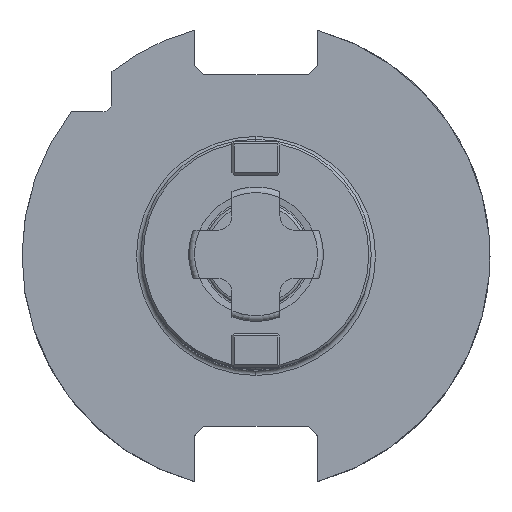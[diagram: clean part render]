
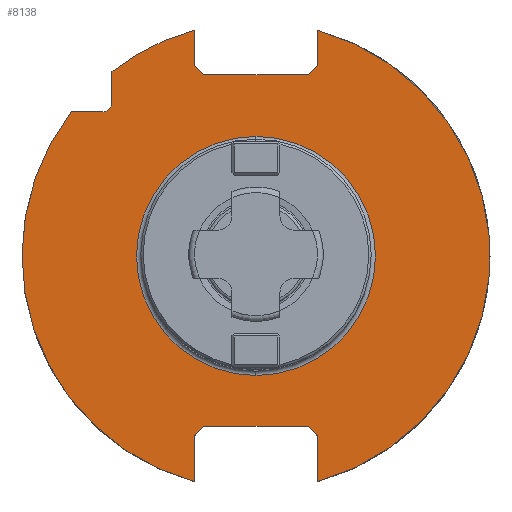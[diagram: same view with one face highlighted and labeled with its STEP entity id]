
A CAD part, top view. The second image highlights one B-rep face of the part: STEP entity #8138.
In plain terms, the highlighted planar face has unit normal (0, 0, 1).
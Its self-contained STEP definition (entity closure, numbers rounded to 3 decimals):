
#1528=CARTESIAN_POINT('',(0.,0.,19.1));
#1529=DIRECTION('',(0.,0.,1.));
#1530=DIRECTION('',(0.,-1.,0.));
#1531=AXIS2_PLACEMENT_3D('',#1528,#1529,#1530);
#1552=DIRECTION('',(0.,1.,0.));
#1553=VECTOR('',#1552,9.526);
#1554=CARTESIAN_POINT('',(12.85,-47.026,19.1));
#1555=LINE('',#1554,#1553);
#1559=DIRECTION('',(-0.707,0.707,0.));
#1560=VECTOR('',#1559,2.828);
#1561=CARTESIAN_POINT('',(12.85,-37.5,19.1));
#1562=LINE('',#1561,#1560);
#1566=DIRECTION('',(-1.,0.,0.));
#1567=VECTOR('',#1566,21.7);
#1568=CARTESIAN_POINT('',(10.85,-35.5,19.1));
#1569=LINE('',#1568,#1567);
#1573=DIRECTION('',(-0.707,-0.707,0.));
#1574=VECTOR('',#1573,2.828);
#1575=CARTESIAN_POINT('',(-10.85,-35.5,19.1));
#1576=LINE('',#1575,#1574);
#1580=DIRECTION('',(0.,-1.,0.));
#1581=VECTOR('',#1580,9.526);
#1582=CARTESIAN_POINT('',(-12.85,-37.5,19.1));
#1583=LINE('',#1582,#1581);
#1587=DIRECTION('',(1.,0.,0.));
#1588=VECTOR('',#1587,6.426);
#1589=CARTESIAN_POINT('',(-38.426,30.,19.1));
#1590=LINE('',#1589,#1588);
#1594=DIRECTION('',(0.,1.,0.));
#1595=VECTOR('',#1594,6.426);
#1596=CARTESIAN_POINT('',(-30.,32.,19.1));
#1597=LINE('',#1596,#1595);
#1601=DIRECTION('',(0.,-1.,0.));
#1602=VECTOR('',#1601,7.326);
#1603=CARTESIAN_POINT('',(-12.85,47.026,19.1));
#1604=LINE('',#1603,#1602);
#1608=DIRECTION('',(0.707,-0.707,0.));
#1609=VECTOR('',#1608,2.828);
#1610=CARTESIAN_POINT('',(-12.85,39.7,19.1));
#1611=LINE('',#1610,#1609);
#1615=DIRECTION('',(1.,0.,0.));
#1616=VECTOR('',#1615,21.7);
#1617=CARTESIAN_POINT('',(-10.85,37.7,19.1));
#1618=LINE('',#1617,#1616);
#1622=DIRECTION('',(0.707,0.707,0.));
#1623=VECTOR('',#1622,2.828);
#1624=CARTESIAN_POINT('',(10.85,37.7,19.1));
#1625=LINE('',#1624,#1623);
#1629=DIRECTION('',(0.,-1.,0.));
#1630=VECTOR('',#1629,7.326);
#1631=CARTESIAN_POINT('',(12.85,47.026,19.1));
#1632=LINE('',#1631,#1630);
#1636=CARTESIAN_POINT('',(0.,0.,19.1));
#1637=DIRECTION('',(0.,0.,1.));
#1638=DIRECTION('',(0.,1.,0.));
#1639=AXIS2_PLACEMENT_3D('',#1636,#1637,#1638);
#1923=CARTESIAN_POINT('',(0.,0.,19.1));
#1924=DIRECTION('',(0.,0.,1.));
#1925=DIRECTION('',(-0.264,0.965,0.));
#1926=AXIS2_PLACEMENT_3D('',#1923,#1924,#1925);
#1959=CARTESIAN_POINT('',(0.,0.,19.1));
#1960=DIRECTION('',(0.,0.,1.));
#1961=DIRECTION('',(0.264,-0.965,0.));
#1962=AXIS2_PLACEMENT_3D('',#1959,#1960,#1961);
#2029=CARTESIAN_POINT('',(0.,0.,19.1));
#2030=DIRECTION('',(0.,0.,1.));
#2031=DIRECTION('',(-0.788,0.615,0.));
#2032=AXIS2_PLACEMENT_3D('',#2029,#2030,#2031);
#3329=CARTESIAN_POINT('',(-32.,32.,19.1));
#3330=DIRECTION('',(0.,0.,-1.));
#3331=DIRECTION('',(1.,0.,0.));
#3332=AXIS2_PLACEMENT_3D('',#3329,#3330,#3331);
#6427=CARTESIAN_POINT('',(-30.,32.,19.1));
#6428=CARTESIAN_POINT('',(-32.,30.,19.1));
#6429=VERTEX_POINT('',#6427);
#6430=VERTEX_POINT('',#6428);
#6456=CARTESIAN_POINT('',(10.85,37.7,19.1));
#6458=VERTEX_POINT('',#6456);
#6460=CARTESIAN_POINT('',(12.85,39.7,19.1));
#6462=VERTEX_POINT('',#6460);
#6463=CARTESIAN_POINT('',(-10.85,37.7,19.1));
#6465=VERTEX_POINT('',#6463);
#6467=CARTESIAN_POINT('',(-12.85,39.7,19.1));
#6469=VERTEX_POINT('',#6467);
#6472=CARTESIAN_POINT('',(12.85,-37.5,19.1));
#6474=VERTEX_POINT('',#6472);
#6476=CARTESIAN_POINT('',(10.85,-35.5,19.1));
#6478=VERTEX_POINT('',#6476);
#6479=CARTESIAN_POINT('',(-12.85,-37.5,19.1));
#6481=VERTEX_POINT('',#6479);
#6483=CARTESIAN_POINT('',(-10.85,-35.5,19.1));
#6485=VERTEX_POINT('',#6483);
#6547=CARTESIAN_POINT('',(0.,24.9,19.1));
#6548=CARTESIAN_POINT('',(0.,-24.9,19.1));
#6549=VERTEX_POINT('',#6547);
#6550=VERTEX_POINT('',#6548);
#6555=CARTESIAN_POINT('',(-38.426,30.,19.1));
#6556=VERTEX_POINT('',#6555);
#6557=CARTESIAN_POINT('',(-30.,38.426,19.1));
#6558=VERTEX_POINT('',#6557);
#6585=CARTESIAN_POINT('',(12.85,47.026,19.1));
#6586=VERTEX_POINT('',#6585);
#6587=CARTESIAN_POINT('',(-12.85,47.026,19.1));
#6588=VERTEX_POINT('',#6587);
#6619=CARTESIAN_POINT('',(12.85,-47.026,19.1));
#6620=VERTEX_POINT('',#6619);
#6621=CARTESIAN_POINT('',(-12.85,-47.026,19.1));
#6622=VERTEX_POINT('',#6621);
#8094=CARTESIAN_POINT('',(0.,0.,19.1));
#8095=DIRECTION('',(0.,0.,1.));
#8096=DIRECTION('',(0.,1.,0.));
#8097=AXIS2_PLACEMENT_3D('',#8094,#8095,#8096);
#8098=PLANE('',#8097);
#8100=ORIENTED_EDGE('',*,*,#8099,.T.);
#8102=ORIENTED_EDGE('',*,*,#8101,.T.);
#8104=ORIENTED_EDGE('',*,*,#8103,.T.);
#8106=ORIENTED_EDGE('',*,*,#8105,.T.);
#8108=ORIENTED_EDGE('',*,*,#8107,.T.);
#8110=ORIENTED_EDGE('',*,*,#8109,.F.);
#8112=ORIENTED_EDGE('',*,*,#8111,.T.);
#8114=ORIENTED_EDGE('',*,*,#8113,.F.);
#8116=ORIENTED_EDGE('',*,*,#8115,.T.);
#8118=ORIENTED_EDGE('',*,*,#8117,.F.);
#8120=ORIENTED_EDGE('',*,*,#8119,.T.);
#8122=ORIENTED_EDGE('',*,*,#8121,.T.);
#8124=ORIENTED_EDGE('',*,*,#8123,.T.);
#8126=ORIENTED_EDGE('',*,*,#8125,.T.);
#8128=ORIENTED_EDGE('',*,*,#8127,.F.);
#8130=ORIENTED_EDGE('',*,*,#8129,.F.);
#8131=EDGE_LOOP('',(#8100,#8102,#8104,#8106,#8108,#8110,#8112,#8114,#8116,#8118,
#8120,#8122,#8124,#8126,#8128,#8130));
#8132=FACE_OUTER_BOUND('',#8131,.F.);
#8134=ORIENTED_EDGE('',*,*,#8133,.T.);
#8135=ORIENTED_EDGE('',*,*,#8084,.T.);
#8136=EDGE_LOOP('',(#8134,#8135));
#8137=FACE_BOUND('',#8136,.F.);
#1532=CIRCLE('',#1531,24.9);
#1640=CIRCLE('',#1639,24.9);
#1927=CIRCLE('',#1926,48.75);
#1963=CIRCLE('',#1962,48.75);
#2033=CIRCLE('',#2032,48.75);
#3333=CIRCLE('',#3332,2.);
#8084=EDGE_CURVE('',#6550,#6549,#1532,.T.);
#8099=EDGE_CURVE('',#6620,#6474,#1555,.T.);
#8101=EDGE_CURVE('',#6474,#6478,#1562,.T.);
#8103=EDGE_CURVE('',#6478,#6485,#1569,.T.);
#8105=EDGE_CURVE('',#6485,#6481,#1576,.T.);
#8107=EDGE_CURVE('',#6481,#6622,#1583,.T.);
#8109=EDGE_CURVE('',#6556,#6622,#2033,.T.);
#8111=EDGE_CURVE('',#6556,#6430,#1590,.T.);
#8113=EDGE_CURVE('',#6429,#6430,#3333,.T.);
#8115=EDGE_CURVE('',#6429,#6558,#1597,.T.);
#8117=EDGE_CURVE('',#6588,#6558,#1927,.T.);
#8119=EDGE_CURVE('',#6588,#6469,#1604,.T.);
#8121=EDGE_CURVE('',#6469,#6465,#1611,.T.);
#8123=EDGE_CURVE('',#6465,#6458,#1618,.T.);
#8125=EDGE_CURVE('',#6458,#6462,#1625,.T.);
#8127=EDGE_CURVE('',#6586,#6462,#1632,.T.);
#8129=EDGE_CURVE('',#6620,#6586,#1963,.T.);
#8133=EDGE_CURVE('',#6549,#6550,#1640,.T.);
#8138=ADVANCED_FACE('',(#8132,#8137),#8098,.T.);
